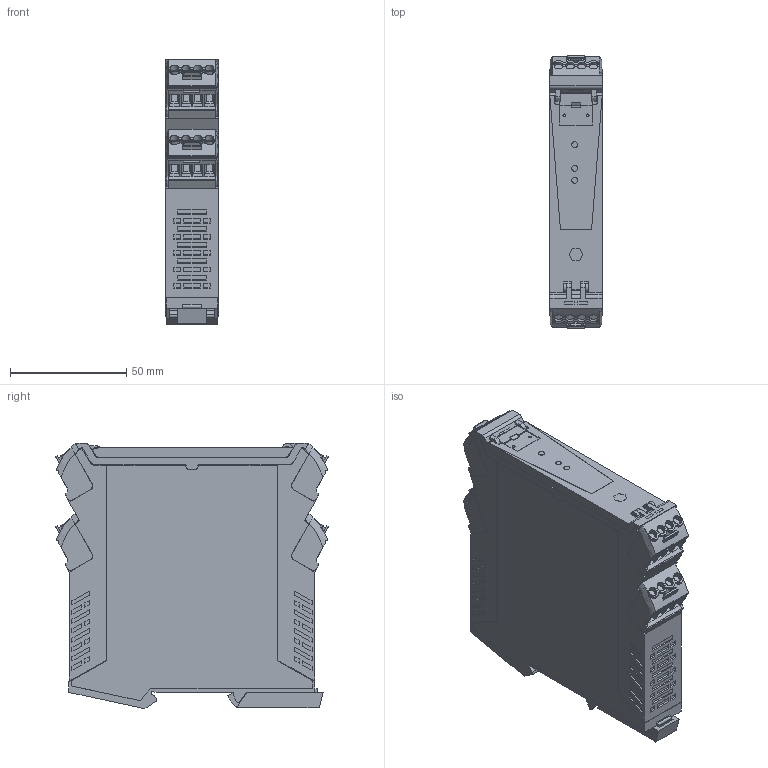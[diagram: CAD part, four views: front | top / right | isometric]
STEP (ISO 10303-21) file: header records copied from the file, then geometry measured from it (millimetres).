
FILE_DESCRIPTION(('CATIA V5R24 STEP','CAx-IF Rec.Pracs.--- Model Styling and Organization---1.2---2011-12-15'),'2;1');
FILE_NAME ('6265145_13', '2018-04-05T12:30:45+00:00', ('Weidmueller Interface'), ('Weidmueller'), 'CATIA Version 5-6 Release 2014 SP4', 'CATIA V5 STEP AP214', 'none');
FILE_SCHEMA(('AUTOMOTIVE_DESIGN { 1 0 10303 214 1 1 1 1 }'));
Products named in the file (1): 1201780000
Bounding box: 22.5 x 117.21 x 114.02 mm (x, y, z)
Volume: 256419.7 mm3; surface area: 66655.2 mm2
Topology: 18 solids, 18 shells, 1712 faces, 5175 edges, 3585 vertices
Faces by surface type: plane 1287, cylinder 357, extrusion 36, revolution 16, bspline 8, sphere 8
Entity records: 57133 total; most frequent: CARTESIAN_POINT 13062, ORIENTED_EDGE 10338, DIRECTION 6350, EDGE_CURVE 5095, VECTOR 3668, LINE 3632, VERTEX_POINT 3521, EDGE_LOOP 1832
